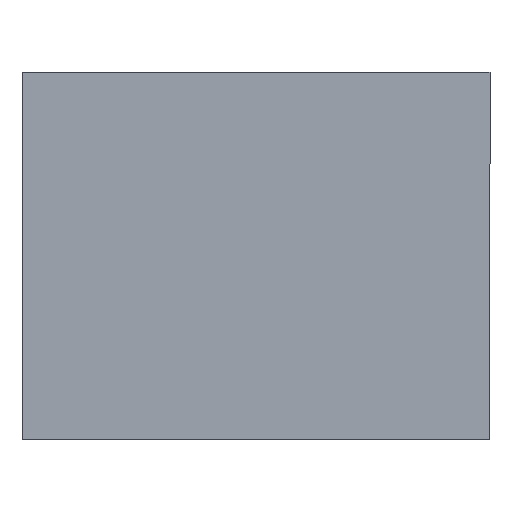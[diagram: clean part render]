
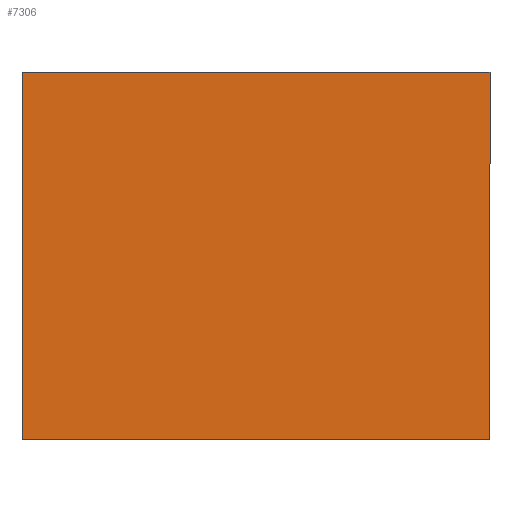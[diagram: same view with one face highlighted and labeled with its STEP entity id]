
A CAD part, front view. The second image highlights one B-rep face of the part: STEP entity #7306.
In plain terms, the highlighted planar face has unit normal (0, -1, 0).
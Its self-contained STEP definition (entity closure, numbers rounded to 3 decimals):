
#164 = VERTEX_POINT ( 'NONE', #6777 ) ;
#1223 = DIRECTION ( 'NONE',  ( 0., 0., 1. ) ) ;
#1416 = DIRECTION ( 'NONE',  ( 0., 1., 0. ) ) ;
#1605 = LINE ( 'NONE', #4929, #9851 ) ;
#2011 = ORIENTED_EDGE ( 'NONE', *, *, #8067, .T. ) ;
#2195 = LINE ( 'NONE', #3024, #10226 ) ;
#2288 = PLANE ( 'NONE',  #8442 ) ;
#2436 = DIRECTION ( 'NONE',  ( 1., 0., 0. ) ) ;
#3024 = CARTESIAN_POINT ( 'NONE',  ( 198.18, -119.279, -159.378 ) ) ;
#3117 = FACE_OUTER_BOUND ( 'NONE', #7990, .T. ) ;
#3983 = EDGE_CURVE ( 'NONE', #9628, #7097, #8586, .T. ) ;
#4130 = CARTESIAN_POINT ( 'NONE',  ( -198.18, -119.279, -159.378 ) ) ;
#4241 = VECTOR ( 'NONE', #5245, 1000. ) ;
#4929 = CARTESIAN_POINT ( 'NONE',  ( -198.18, -119.279, -159.378 ) ) ;
#4950 = CARTESIAN_POINT ( 'NONE',  ( 0., -119.279, 0. ) ) ;
#5232 = EDGE_CURVE ( 'NONE', #7097, #7960, #8122, .T. ) ;
#5245 = DIRECTION ( 'NONE',  ( -1., 0., 0. ) ) ;
#5290 = VECTOR ( 'NONE', #8229, 1000. ) ;
#5356 = CARTESIAN_POINT ( 'NONE',  ( -198.18, -119.279, 151.791 ) ) ;
#5721 = DIRECTION ( 'NONE',  ( 0., 0., 1. ) ) ;
#6777 = CARTESIAN_POINT ( 'NONE',  ( 198.18, -119.279, -159.378 ) ) ;
#6904 = CARTESIAN_POINT ( 'NONE',  ( -198.18, -119.279, -159.378 ) ) ;
#6959 = CARTESIAN_POINT ( 'NONE',  ( 198.18, -119.279, 151.791 ) ) ;
#7097 = VERTEX_POINT ( 'NONE', #5356 ) ;
#7306 = ADVANCED_FACE ( 'NONE', ( #3117 ), #2288, .F. ) ;
#7637 = CARTESIAN_POINT ( 'NONE',  ( -198.18, -119.279, 151.791 ) ) ;
#7960 = VERTEX_POINT ( 'NONE', #6904 ) ;
#7990 = EDGE_LOOP ( 'NONE', ( #9941, #2011, #8046, #9222 ) ) ;
#8046 = ORIENTED_EDGE ( 'NONE', *, *, #10365, .T. ) ;
#8067 = EDGE_CURVE ( 'NONE', #7960, #164, #1605, .T. ) ;
#8122 = LINE ( 'NONE', #4130, #5290 ) ;
#8229 = DIRECTION ( 'NONE',  ( 0., 0., -1. ) ) ;
#8442 = AXIS2_PLACEMENT_3D ( 'NONE', #4950, #1416, #5721 ) ;
#8586 = LINE ( 'NONE', #7637, #4241 ) ;
#9222 = ORIENTED_EDGE ( 'NONE', *, *, #3983, .T. ) ;
#9628 = VERTEX_POINT ( 'NONE', #6959 ) ;
#9851 = VECTOR ( 'NONE', #2436, 1000. ) ;
#9941 = ORIENTED_EDGE ( 'NONE', *, *, #5232, .T. ) ;
#10226 = VECTOR ( 'NONE', #1223, 1000. ) ;
#10365 = EDGE_CURVE ( 'NONE', #164, #9628, #2195, .T. ) ;
